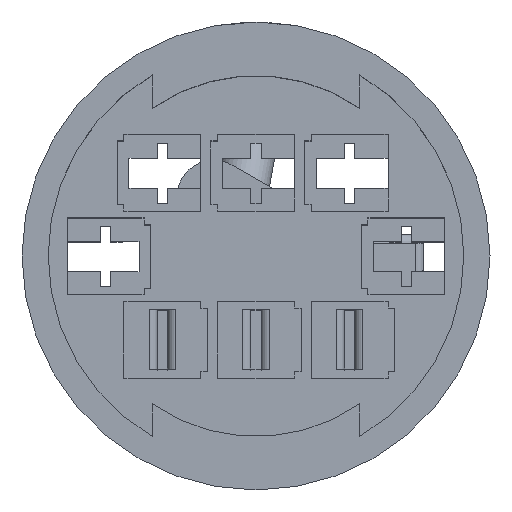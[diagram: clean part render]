
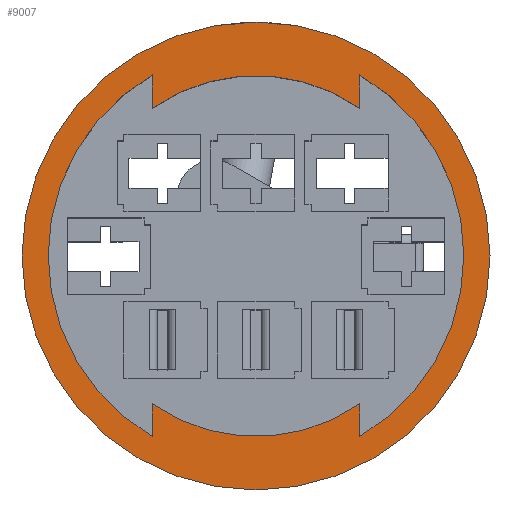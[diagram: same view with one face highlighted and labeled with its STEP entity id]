
A CAD part, top view. The second image highlights one B-rep face of the part: STEP entity #9007.
In plain terms, the highlighted planar face has unit normal (0, 0, 1).
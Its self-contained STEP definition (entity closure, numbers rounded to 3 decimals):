
#228=FACE_BOUND('',#1047,.T.);
#548=FACE_OUTER_BOUND('',#1046,.T.);
#1046=EDGE_LOOP('',(#6673));
#1047=EDGE_LOOP('',(#6674,#6675,#6676,#6677,#6678,#6679,#6680,#6681));
#1599=CIRCLE('',#9714,7.);
#1600=CIRCLE('',#9715,5.4);
#1601=CIRCLE('',#9716,6.25);
#1602=CIRCLE('',#9717,5.4);
#1603=CIRCLE('',#9718,6.25);
#1878=LINE('',#13724,#2848);
#1879=LINE('',#13728,#2849);
#1880=LINE('',#13732,#2850);
#1881=LINE('',#13735,#2851);
#2848=VECTOR('',#11015,10.);
#2849=VECTOR('',#11018,10.);
#2850=VECTOR('',#11021,10.);
#2851=VECTOR('',#11024,10.);
#3879=VERTEX_POINT('',#13718);
#3880=VERTEX_POINT('',#13720);
#3881=VERTEX_POINT('',#13721);
#3882=VERTEX_POINT('',#13723);
#3883=VERTEX_POINT('',#13725);
#3884=VERTEX_POINT('',#13727);
#3885=VERTEX_POINT('',#13729);
#3886=VERTEX_POINT('',#13731);
#3887=VERTEX_POINT('',#13733);
#4919=EDGE_CURVE('',#3879,#3879,#1599,.T.);
#4920=EDGE_CURVE('',#3880,#3881,#1600,.T.);
#4921=EDGE_CURVE('',#3881,#3882,#1878,.T.);
#4922=EDGE_CURVE('',#3882,#3883,#1601,.T.);
#4923=EDGE_CURVE('',#3883,#3884,#1879,.T.);
#4924=EDGE_CURVE('',#3884,#3885,#1602,.T.);
#4925=EDGE_CURVE('',#3885,#3886,#1880,.T.);
#4926=EDGE_CURVE('',#3886,#3887,#1603,.T.);
#4927=EDGE_CURVE('',#3887,#3880,#1881,.T.);
#6673=ORIENTED_EDGE('',*,*,#4919,.F.);
#6674=ORIENTED_EDGE('',*,*,#4920,.T.);
#6675=ORIENTED_EDGE('',*,*,#4921,.T.);
#6676=ORIENTED_EDGE('',*,*,#4922,.T.);
#6677=ORIENTED_EDGE('',*,*,#4923,.T.);
#6678=ORIENTED_EDGE('',*,*,#4924,.T.);
#6679=ORIENTED_EDGE('',*,*,#4925,.T.);
#6680=ORIENTED_EDGE('',*,*,#4926,.T.);
#6681=ORIENTED_EDGE('',*,*,#4927,.T.);
#8581=PLANE('',#9713);
#9007=ADVANCED_FACE('',(#548,#228),#8581,.T.);
#9713=AXIS2_PLACEMENT_3D('',#13717,#11009,#11010);
#9714=AXIS2_PLACEMENT_3D('',#13719,#11011,#11012);
#9715=AXIS2_PLACEMENT_3D('',#13722,#11013,#11014);
#9716=AXIS2_PLACEMENT_3D('',#13726,#11016,#11017);
#9717=AXIS2_PLACEMENT_3D('',#13730,#11019,#11020);
#9718=AXIS2_PLACEMENT_3D('',#13734,#11022,#11023);
#11009=DIRECTION('center_axis',(0.,0.,
1.));
#11010=DIRECTION('ref_axis',(0.,1.,0.));
#11011=DIRECTION('center_axis',(0.,0.,
-1.));
#11012=DIRECTION('ref_axis',(-1.,0.,0.));
#11013=DIRECTION('center_axis',(0.,0.,
-1.));
#11014=DIRECTION('ref_axis',(0.574,0.819,0.));
#11015=DIRECTION('',(0.,-1.,0.));
#11016=DIRECTION('center_axis',(0.,0.,
-1.));
#11017=DIRECTION('ref_axis',(0.501,-0.865,0.));
#11018=DIRECTION('',(0.,-1.,0.));
#11019=DIRECTION('center_axis',(0.,0.,
-1.));
#11020=DIRECTION('ref_axis',(-0.574,-0.819,0.));
#11021=DIRECTION('',(0.,1.,0.));
#11022=DIRECTION('center_axis',(0.,0.,
-1.));
#11023=DIRECTION('ref_axis',(-0.501,0.865,0.));
#11024=DIRECTION('',(0.,1.,0.));
#13717=CARTESIAN_POINT('Origin',(0.,0.,
17.1));
#13718=CARTESIAN_POINT('',(0.,7.,17.1));
#13719=CARTESIAN_POINT('Origin',(0.,0.,
17.1));
#13720=CARTESIAN_POINT('',(3.1,-4.422,17.1));
#13721=CARTESIAN_POINT('',(-3.1,-4.422,17.1));
#13722=CARTESIAN_POINT('Origin',(0.,0.,
17.1));
#13723=CARTESIAN_POINT('',(-3.1,-5.4,17.1));
#13724=CARTESIAN_POINT('',(-3.1,-2.211,17.1));
#13725=CARTESIAN_POINT('',(-3.1,5.418,17.1));
#13726=CARTESIAN_POINT('Origin',(0.032,0.009,
17.1));
#13727=CARTESIAN_POINT('',(-3.1,4.422,17.1));
#13728=CARTESIAN_POINT('',(-3.1,2.709,17.1));
#13729=CARTESIAN_POINT('',(3.1,4.422,17.1));
#13730=CARTESIAN_POINT('Origin',(0.,0.,
17.1));
#13731=CARTESIAN_POINT('',(3.1,5.418,17.1));
#13732=CARTESIAN_POINT('',(3.1,2.211,17.1));
#13733=CARTESIAN_POINT('',(3.1,-5.4,17.1));
#13734=CARTESIAN_POINT('Origin',(-0.032,0.009,
17.1));
#13735=CARTESIAN_POINT('',(3.1,-2.7,17.1));
